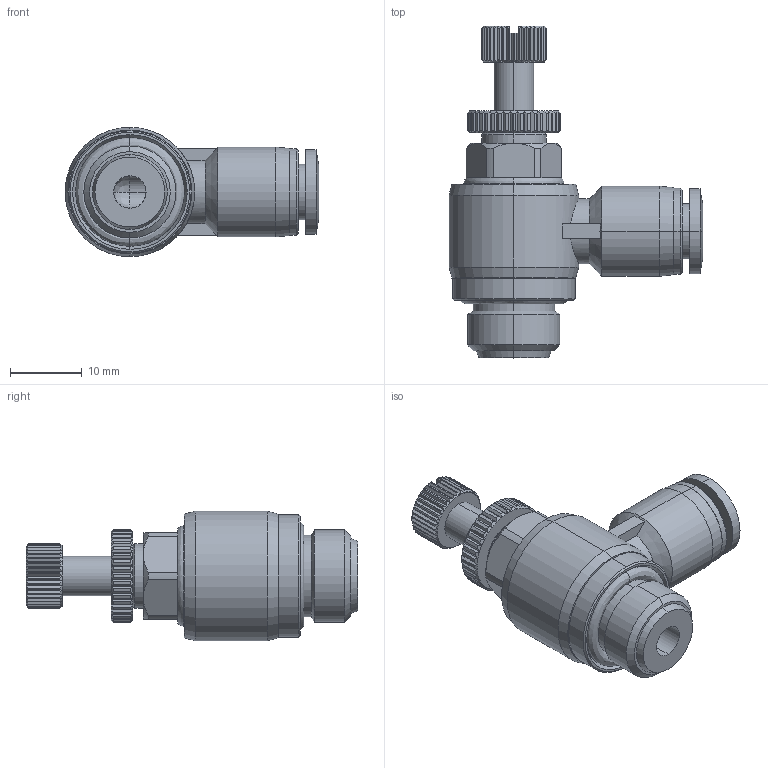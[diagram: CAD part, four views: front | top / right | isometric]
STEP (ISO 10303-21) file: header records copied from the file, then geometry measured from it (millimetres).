
FILE_DESCRIPTION (( 'STEP AP214' ), '1' );
FILE_NAME ('FVR6M-14G.step', '2016-02-24T20:34:44', ( '' ), ( '' ), 'SwSTEP 2.0', 'SolidWorks 2015', '' );
FILE_SCHEMA (( 'AUTOMOTIVE_DESIGN' ));
Length unit declared in the file: inch
Products named in the file (1): FVR6M-14G
Bounding box: 35.25 x 46.1 x 18 mm (x, y, z)
Volume: 7493.3 mm3; surface area: 4566 mm2
Topology: 2 solids, 2 shells, 516 faces, 1139 edges, 640 vertices
Faces by surface type: plane 196, cone 189, cylinder 118, bspline 11, torus 2
Entity records: 14872 total; most frequent: CARTESIAN_POINT 3983, ORIENTED_EDGE 2274, DIRECTION 2255, EDGE_CURVE 1137, AXIS2_PLACEMENT_3D 958, VERTEX_POINT 640, EDGE_LOOP 535, FACE_OUTER_BOUND 516
